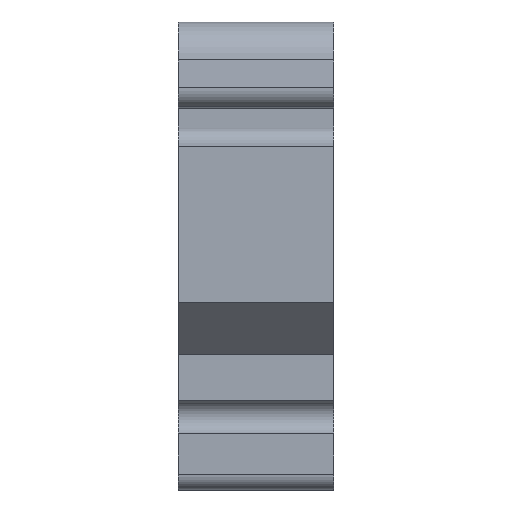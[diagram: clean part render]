
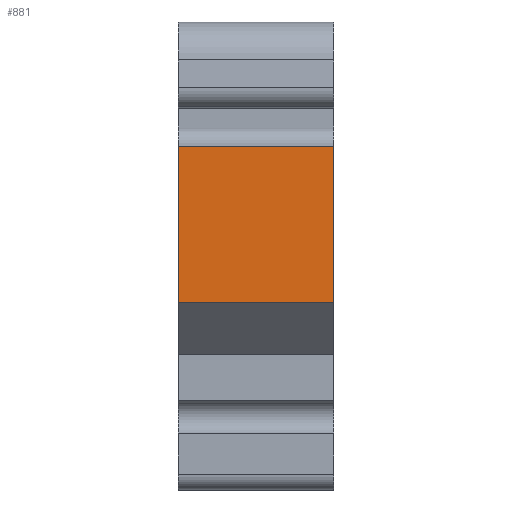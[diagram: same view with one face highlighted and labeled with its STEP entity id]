
A CAD part, left-side view. The second image highlights one B-rep face of the part: STEP entity #881.
In plain terms, the highlighted planar face has unit normal (-1, 0, 0).
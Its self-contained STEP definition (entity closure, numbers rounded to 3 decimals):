
#47=PLANE('',#954);
#142=LINE('',#1414,#248);
#144=LINE('',#1418,#250);
#145=LINE('',#1420,#251);
#146=LINE('',#1422,#252);
#248=VECTOR('',#1159,1000.);
#250=VECTOR('',#1163,1000.);
#251=VECTOR('',#1164,1000.);
#252=VECTOR('',#1165,1000.);
#406=ORIENTED_EDGE('',*,*,#624,.T.);
#407=ORIENTED_EDGE('',*,*,#625,.F.);
#408=ORIENTED_EDGE('',*,*,#626,.F.);
#409=ORIENTED_EDGE('',*,*,#622,.T.);
#622=EDGE_CURVE('',#715,#714,#142,.T.);
#624=EDGE_CURVE('',#714,#716,#144,.T.);
#625=EDGE_CURVE('',#717,#716,#145,.T.);
#626=EDGE_CURVE('',#715,#717,#146,.T.);
#714=VERTEX_POINT('',#1413);
#715=VERTEX_POINT('',#1415);
#716=VERTEX_POINT('',#1419);
#717=VERTEX_POINT('',#1421);
#783=EDGE_LOOP('',(#406,#407,#408,#409));
#827=FACE_BOUND('',#783,.T.);
#881=ADVANCED_FACE('',(#827),#47,.F.);
#954=AXIS2_PLACEMENT_3D('',#1417,#1161,#1162);
#1159=DIRECTION('',(0.,-1.,0.));
#1161=DIRECTION('',(1.,0.,0.));
#1162=DIRECTION('',(0.,0.,-1.));
#1163=DIRECTION('',(0.,0.,1.));
#1164=DIRECTION('',(0.,-1.,0.));
#1165=DIRECTION('',(0.,0.,1.));
#1413=CARTESIAN_POINT('',(-25.17,0.,-3.873));
#1414=CARTESIAN_POINT('',(-25.17,15.,-3.873));
#1415=CARTESIAN_POINT('',(-25.17,15.,-3.873));
#1417=CARTESIAN_POINT('',(-25.17,15.,11.177));
#1418=CARTESIAN_POINT('',(-25.17,0.,11.177));
#1419=CARTESIAN_POINT('',(-25.17,0.,11.177));
#1420=CARTESIAN_POINT('',(-25.17,15.,11.177));
#1421=CARTESIAN_POINT('',(-25.17,15.,11.177));
#1422=CARTESIAN_POINT('',(-25.17,15.,11.177));
